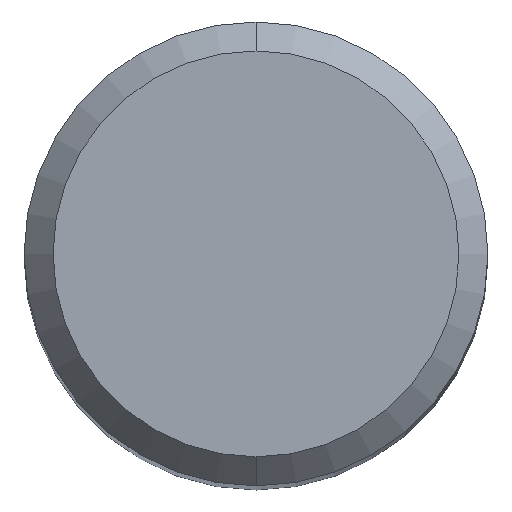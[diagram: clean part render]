
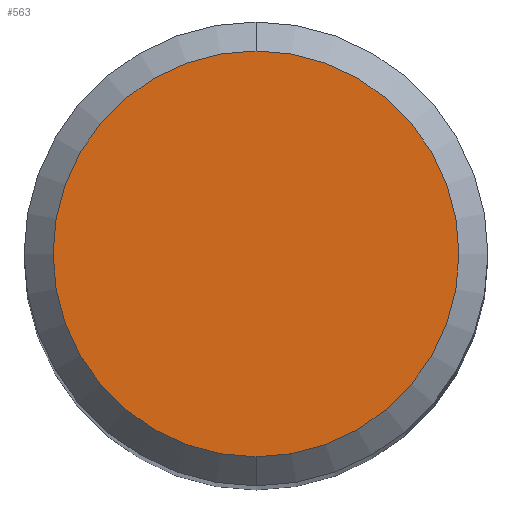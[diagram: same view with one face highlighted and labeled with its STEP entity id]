
A CAD part, top view. The second image highlights one B-rep face of the part: STEP entity #563.
In plain terms, the highlighted planar face has unit normal (0, 0, 1).
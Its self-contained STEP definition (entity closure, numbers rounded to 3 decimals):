
#363=EDGE_CURVE('',#431,#537,#765,.T.);
#399=EDGE_CURVE('',#537,#431,#807,.T.);
#431=VERTEX_POINT('',#842);
#537=VERTEX_POINT('',#962);
#563=ADVANCED_FACE('',(#988),#989,.T.);
#765=CIRCLE('',#1368,2.8);
#807=CIRCLE('',#1418,2.8);
#842=CARTESIAN_POINT('',(0.0,2.8,0.0));
#962=CARTESIAN_POINT('',(0.,-2.8,0.0));
#988=FACE_OUTER_BOUND('',#1716,.T.);
#989=PLANE('',#1717);
#1368=AXIS2_PLACEMENT_3D('',#1961,#1962,#1963);
#1418=AXIS2_PLACEMENT_3D('',#2018,#2019,#2020);
#1716=EDGE_LOOP('',(#2227,#2228));
#1717=AXIS2_PLACEMENT_3D('',#2229,#2230,#2231);
#1961=CARTESIAN_POINT('',(0.0,0.0,0.0));
#1962=DIRECTION('',(0.0,0.0,-1.0));
#1963=DIRECTION('',(0.0,1.0,0.0));
#2018=CARTESIAN_POINT('',(0.0,0.0,0.0));
#2019=DIRECTION('',(0.0,0.0,-1.0));
#2020=DIRECTION('',(0.0,1.0,0.0));
#2227=ORIENTED_EDGE('',*,*,#363,.F.);
#2228=ORIENTED_EDGE('',*,*,#399,.F.);
#2229=CARTESIAN_POINT('',(0.0,1.4,0.0));
#2230=DIRECTION('',(-0.0,0.0,1.0));
#2231=DIRECTION('',(0.0,-1.0,0.0));
